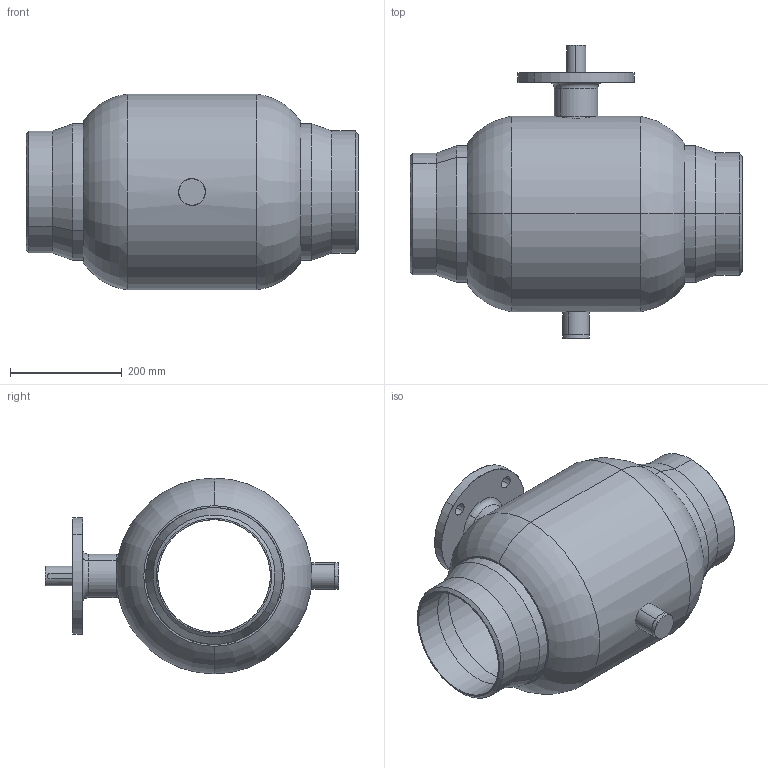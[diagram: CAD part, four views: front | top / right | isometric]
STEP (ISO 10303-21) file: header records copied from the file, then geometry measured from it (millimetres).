
FILE_DESCRIPTION (( 'STEP AP214' ), '1' );
FILE_NAME ('通径DN200焊接球阀-蜗轮盘.STEP', '2026-01-29T06:22:58', ( '' ), ( '' ), 'SwSTEP 2.0', 'SolidWorks 2022', '' );
FILE_SCHEMA (( 'AUTOMOTIVE_DESIGN' ));
Length unit declared in the file: millimetre
Products named in the file (7): Q61F-250-5粣杶; DN200籵噤-傻帤載蜊; 通径DN200焊接球阀-蜗轮盘; Q61F-250-22狟揤裔; Q61F-250-1概极樓馱; Q61F-250-3概裝; Q61F-250-19苤粣杶
Assembly tree (7 placements, depth 2):
  通径DN200焊接球阀-蜗轮盘
    Q61F-250-1概极樓馱
    Q61F-250-5粣杶
    Q61F-250-19苤粣杶
    Q61F-250-22狟揤裔
    Q61F-250-3概裝
    DN200籵噤-傻帤載蜊  x2
Bounding box: 595 x 526 x 351 mm (x, y, z)
Volume: 7989103.6 mm3; surface area: 1572491.7 mm2
Topology: 7 solids, 7 shells, 205 faces, 433 edges, 268 vertices
Faces by surface type: cylinder 103, plane 52, cone 32, torus 18
Entity records: 6170 total; most frequent: CARTESIAN_POINT 1400, DIRECTION 979, ORIENTED_EDGE 774, AXIS2_PLACEMENT_3D 415, EDGE_CURVE 387, VERTEX_POINT 242, EDGE_LOOP 227, CIRCLE 223
